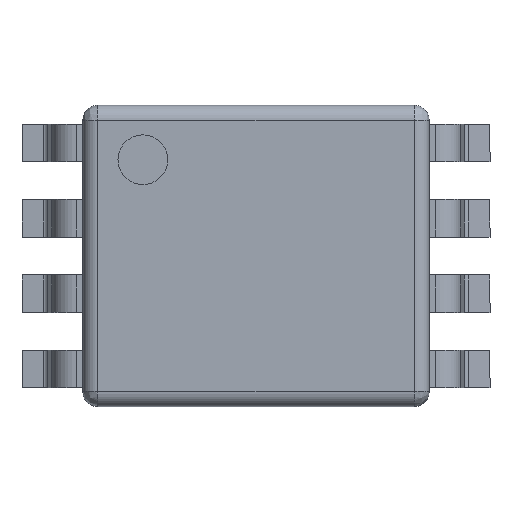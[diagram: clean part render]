
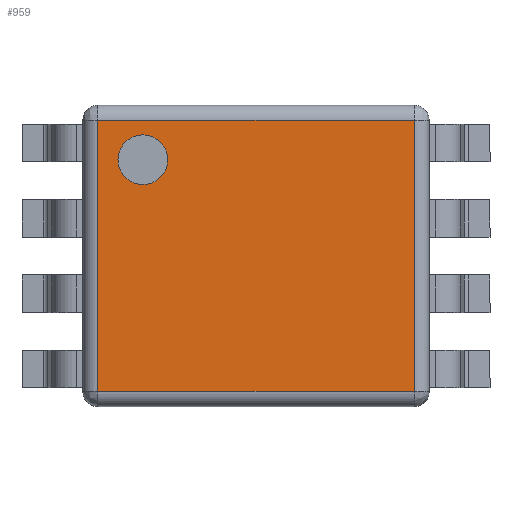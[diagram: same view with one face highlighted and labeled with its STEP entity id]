
A CAD part, top view. The second image highlights one B-rep face of the part: STEP entity #959.
In plain terms, the highlighted planar face has unit normal (0, 0, 1).
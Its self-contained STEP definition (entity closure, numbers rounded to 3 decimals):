
#53 = EDGE_CURVE ( 'NONE', #6201, #5736, #5750, .T. ) ;
#183 = CIRCLE ( 'NONE', #2363, 0.165 ) ;
#398 = CARTESIAN_POINT ( 'NONE',  ( -1.05, 0.9, 0.902 ) ) ;
#486 = ORIENTED_EDGE ( 'NONE', *, *, #1005, .T. ) ;
#537 = EDGE_CURVE ( 'NONE', #5736, #3737, #1614, .T. ) ;
#959 = ADVANCED_FACE ( 'NONE', ( #6131, #3183 ), #3541, .T. ) ;
#1005 = EDGE_CURVE ( 'NONE', #3626, #2966, #2211, .T. ) ;
#1457 = CARTESIAN_POINT ( 'NONE',  ( -0.74, 0.564, 0.902 ) ) ;
#1513 = DIRECTION ( 'NONE',  ( 0., 1., 0. ) ) ;
#1607 = LINE ( 'NONE', #4309, #4383 ) ;
#1614 = LINE ( 'NONE', #5813, #4393 ) ;
#1697 = VECTOR ( 'NONE', #4484, 1000. ) ;
#1993 = DIRECTION ( 'NONE',  ( 1., 0., 0. ) ) ;
#2068 = DIRECTION ( 'NONE',  ( 0., 0., -1. ) ) ;
#2211 = CIRCLE ( 'NONE', #3823, 0.165 ) ;
#2363 = AXIS2_PLACEMENT_3D ( 'NONE', #2938, #6619, #3467 ) ;
#2460 = EDGE_CURVE ( 'NONE', #2966, #3626, #183, .T. ) ;
#2619 = ORIENTED_EDGE ( 'NONE', *, *, #537, .F. ) ;
#2745 = DIRECTION ( 'NONE',  ( 1., 0., 0. ) ) ;
#2811 = CARTESIAN_POINT ( 'NONE',  ( 1.05, 0., 0.902 ) ) ;
#2938 = CARTESIAN_POINT ( 'NONE',  ( -0.751, 0.638, 0.902 ) ) ;
#2966 = VERTEX_POINT ( 'NONE', #3773 ) ;
#3183 = FACE_BOUND ( 'NONE', #4629, .T. ) ;
#3226 = ORIENTED_EDGE ( 'NONE', *, *, #4111, .F. ) ;
#3467 = DIRECTION ( 'NONE',  ( 1., 0., 0. ) ) ;
#3541 = PLANE ( 'NONE',  #6442 ) ;
#3626 = VERTEX_POINT ( 'NONE', #6094 ) ;
#3737 = VERTEX_POINT ( 'NONE', #398 ) ;
#3773 = CARTESIAN_POINT ( 'NONE',  ( -0.586, 0.638, 0.902 ) ) ;
#3823 = AXIS2_PLACEMENT_3D ( 'NONE', #5219, #2068, #5764 ) ;
#3848 = ORIENTED_EDGE ( 'NONE', *, *, #2460, .T. ) ;
#3942 = CARTESIAN_POINT ( 'NONE',  ( -1.05, -0.9, 0.902 ) ) ;
#3967 = EDGE_CURVE ( 'NONE', #3737, #4625, #1607, .T. ) ;
#4111 = EDGE_CURVE ( 'NONE', #4625, #6201, #6053, .T. ) ;
#4309 = CARTESIAN_POINT ( 'NONE',  ( 0., 0.9, 0.902 ) ) ;
#4383 = VECTOR ( 'NONE', #2745, 1000. ) ;
#4393 = VECTOR ( 'NONE', #1513, 1000. ) ;
#4484 = DIRECTION ( 'NONE',  ( -1., 0., 0. ) ) ;
#4560 = CARTESIAN_POINT ( 'NONE',  ( 1.05, 0.9, 0.902 ) ) ;
#4625 = VERTEX_POINT ( 'NONE', #4560 ) ;
#4629 = EDGE_LOOP ( 'NONE', ( #3848, #486 ) ) ;
#4824 = EDGE_LOOP ( 'NONE', ( #2619, #6020, #3226, #6682 ) ) ;
#5138 = VECTOR ( 'NONE', #6486, 1000. ) ;
#5151 = DIRECTION ( 'NONE',  ( 0., 0., 1. ) ) ;
#5219 = CARTESIAN_POINT ( 'NONE',  ( -0.751, 0.638, 0.902 ) ) ;
#5462 = CARTESIAN_POINT ( 'NONE',  ( 1.05, -0.9, 0.902 ) ) ;
#5736 = VERTEX_POINT ( 'NONE', #3942 ) ;
#5750 = LINE ( 'NONE', #5948, #1697 ) ;
#5764 = DIRECTION ( 'NONE',  ( 1., 0., 0. ) ) ;
#5813 = CARTESIAN_POINT ( 'NONE',  ( -1.05, 0., 0.902 ) ) ;
#5948 = CARTESIAN_POINT ( 'NONE',  ( 0., -0.9, 0.902 ) ) ;
#6020 = ORIENTED_EDGE ( 'NONE', *, *, #53, .F. ) ;
#6053 = LINE ( 'NONE', #2811, #5138 ) ;
#6094 = CARTESIAN_POINT ( 'NONE',  ( -0.916, 0.638, 0.902 ) ) ;
#6131 = FACE_OUTER_BOUND ( 'NONE', #4824, .T. ) ;
#6201 = VERTEX_POINT ( 'NONE', #5462 ) ;
#6442 = AXIS2_PLACEMENT_3D ( 'NONE', #1457, #5151, #1993 ) ;
#6486 = DIRECTION ( 'NONE',  ( 0., -1., 0. ) ) ;
#6619 = DIRECTION ( 'NONE',  ( 0., 0., -1. ) ) ;
#6682 = ORIENTED_EDGE ( 'NONE', *, *, #3967, .F. ) ;
